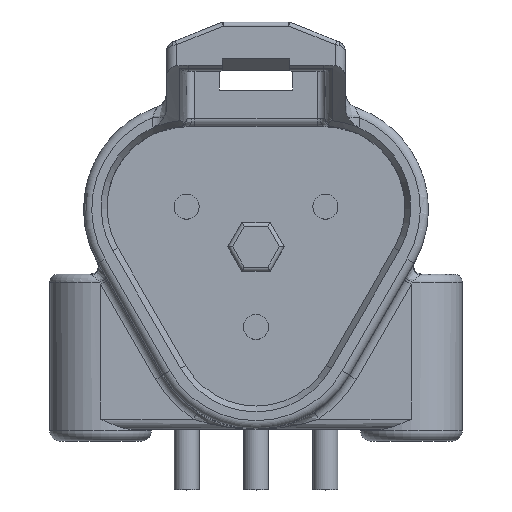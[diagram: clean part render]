
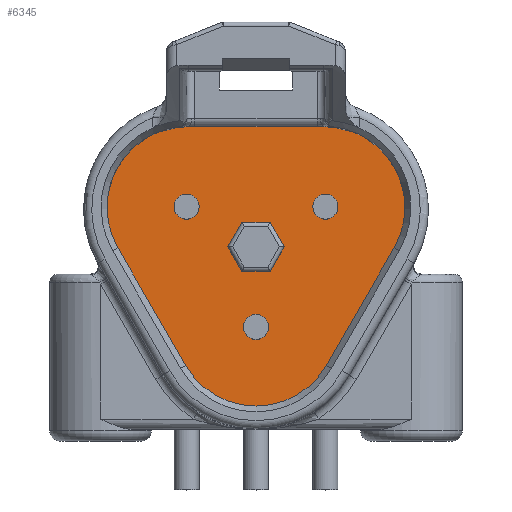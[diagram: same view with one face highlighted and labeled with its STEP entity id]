
A CAD part, top view. The second image highlights one B-rep face of the part: STEP entity #6345.
In plain terms, the highlighted planar face has unit normal (0, 0, 1).
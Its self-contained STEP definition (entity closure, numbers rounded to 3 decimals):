
#2174=DIRECTION('',(0.5,0.866,0.));
#2175=VECTOR('',#2174,8.476);
#2176=CARTESIAN_POINT('',(4.388,-6.263,-16.129));
#2177=LINE('',#2176,#2175);
#2178=CARTESIAN_POINT('',(0.,-3.73,-16.129));
#2179=DIRECTION('',(0.,0.,1.));
#2180=DIRECTION('',(-0.866,-0.5,0.));
#2181=AXIS2_PLACEMENT_3D('',#2178,#2179,#2180);
#2183=DIRECTION('',(0.5,-0.866,0.));
#2184=VECTOR('',#2183,8.476);
#2185=CARTESIAN_POINT('',(-8.627,1.077,-16.129));
#2186=LINE('',#2185,#2184);
#2187=CARTESIAN_POINT('',(-4.238,3.611,-16.129));
#2188=DIRECTION('',(0.,0.,1.));
#2189=DIRECTION('',(0.,1.,0.));
#2190=AXIS2_PLACEMENT_3D('',#2187,#2188,#2189);
#2192=DIRECTION('',(-1.,0.,0.));
#2193=VECTOR('',#2192,8.476);
#2194=CARTESIAN_POINT('',(4.238,8.678,-16.129));
#2195=LINE('',#2194,#2193);
#2196=CARTESIAN_POINT('',(4.238,3.611,-16.129));
#2197=DIRECTION('',(0.,0.,1.));
#2198=DIRECTION('',(0.866,-0.5,0.));
#2199=AXIS2_PLACEMENT_3D('',#2196,#2197,#2198);
#2201=DIRECTION('',(0.5,-0.866,0.));
#2202=VECTOR('',#2201,1.76);
#2203=CARTESIAN_POINT('',(-1.76,1.164,-16.129));
#2204=LINE('',#2203,#2202);
#2205=DIRECTION('',(1.,0.,0.));
#2206=VECTOR('',#2205,1.76);
#2207=CARTESIAN_POINT('',(-0.88,-0.36,-16.129));
#2208=LINE('',#2207,#2206);
#2209=DIRECTION('',(0.5,0.866,0.));
#2210=VECTOR('',#2209,1.76);
#2211=CARTESIAN_POINT('',(0.88,-0.36,-16.129));
#2212=LINE('',#2211,#2210);
#2213=DIRECTION('',(-0.5,0.866,0.));
#2214=VECTOR('',#2213,1.76);
#2215=CARTESIAN_POINT('',(1.76,1.164,-16.129));
#2216=LINE('',#2215,#2214);
#2217=DIRECTION('',(-1.,0.,0.));
#2218=VECTOR('',#2217,1.76);
#2219=CARTESIAN_POINT('',(0.88,2.688,-16.129));
#2220=LINE('',#2219,#2218);
#2221=DIRECTION('',(-0.5,-0.866,0.));
#2222=VECTOR('',#2221,1.76);
#2223=CARTESIAN_POINT('',(-0.88,2.688,-16.129));
#2224=LINE('',#2223,#2222);
#2225=CARTESIAN_POINT('',(4.333,3.666,-16.129));
#2226=DIRECTION('',(0.,0.,1.));
#2227=DIRECTION('',(1.,0.,0.));
#2228=AXIS2_PLACEMENT_3D('',#2225,#2226,#2227);
#2230=CARTESIAN_POINT('',(4.333,3.666,-16.129));
#2231=DIRECTION('',(0.,0.,1.));
#2232=DIRECTION('',(-1.,0.,0.));
#2233=AXIS2_PLACEMENT_3D('',#2230,#2231,#2232);
#2235=CARTESIAN_POINT('',(0.,-3.84,-16.129));
#2236=DIRECTION('',(0.,0.,1.));
#2237=DIRECTION('',(1.,0.,0.));
#2238=AXIS2_PLACEMENT_3D('',#2235,#2236,#2237);
#2240=CARTESIAN_POINT('',(0.,-3.84,-16.129));
#2241=DIRECTION('',(0.,0.,1.));
#2242=DIRECTION('',(-1.,0.,0.));
#2243=AXIS2_PLACEMENT_3D('',#2240,#2241,#2242);
#2245=CARTESIAN_POINT('',(-4.333,3.666,-16.129));
#2246=DIRECTION('',(0.,0.,1.));
#2247=DIRECTION('',(1.,0.,0.));
#2248=AXIS2_PLACEMENT_3D('',#2245,#2246,#2247);
#2250=CARTESIAN_POINT('',(-4.333,3.666,-16.129));
#2251=DIRECTION('',(0.,0.,1.));
#2252=DIRECTION('',(-1.,0.,0.));
#2253=AXIS2_PLACEMENT_3D('',#2250,#2251,#2252);
#2475=CARTESIAN_POINT('',(4.388,-6.263,-16.129));
#2477=VERTEX_POINT('',#2475);
#2479=CARTESIAN_POINT('',(8.627,1.077,-16.129));
#2481=VERTEX_POINT('',#2479);
#2483=CARTESIAN_POINT('',(-8.627,1.077,-16.129));
#2485=VERTEX_POINT('',#2483);
#2487=CARTESIAN_POINT('',(-4.388,-6.263,-16.129));
#2489=VERTEX_POINT('',#2487);
#2498=CARTESIAN_POINT('',(4.238,8.678,-16.129));
#2499=VERTEX_POINT('',#2498);
#2500=CARTESIAN_POINT('',(-4.238,8.678,-16.129));
#2501=VERTEX_POINT('',#2500);
#2506=CARTESIAN_POINT('',(-1.76,1.164,-16.129));
#2507=CARTESIAN_POINT('',(-0.88,-0.36,-16.129));
#2508=VERTEX_POINT('',#2506);
#2509=VERTEX_POINT('',#2507);
#2510=CARTESIAN_POINT('',(0.88,-0.36,-16.129));
#2511=VERTEX_POINT('',#2510);
#2512=CARTESIAN_POINT('',(1.76,1.164,-16.129));
#2513=VERTEX_POINT('',#2512);
#2514=CARTESIAN_POINT('',(0.88,2.688,-16.129));
#2515=VERTEX_POINT('',#2514);
#2516=CARTESIAN_POINT('',(-0.88,2.688,-16.129));
#2517=VERTEX_POINT('',#2516);
#2871=CARTESIAN_POINT('',(5.114,3.666,-16.129));
#2872=CARTESIAN_POINT('',(3.552,3.666,-16.129));
#2873=VERTEX_POINT('',#2871);
#2874=VERTEX_POINT('',#2872);
#2875=CARTESIAN_POINT('',(0.781,-3.84,-16.129));
#2876=CARTESIAN_POINT('',(-0.781,-3.84,-16.129));
#2877=VERTEX_POINT('',#2875);
#2878=VERTEX_POINT('',#2876);
#2907=CARTESIAN_POINT('',(-3.552,3.666,-16.129));
#2908=CARTESIAN_POINT('',(-5.114,3.666,-16.129));
#2909=VERTEX_POINT('',#2907);
#2910=VERTEX_POINT('',#2908);
#6298=CARTESIAN_POINT('',(0.,1.164,-16.129));
#6299=DIRECTION('',(0.,0.,-1.));
#6300=DIRECTION('',(-1.,0.001,0.));
#6301=AXIS2_PLACEMENT_3D('',#6298,#6299,#6300);
#6302=PLANE('',#6301);
#6304=ORIENTED_EDGE('',*,*,#6303,.F.);
#6306=ORIENTED_EDGE('',*,*,#6305,.F.);
#6307=ORIENTED_EDGE('',*,*,#6230,.F.);
#6308=ORIENTED_EDGE('',*,*,#6247,.F.);
#6309=ORIENTED_EDGE('',*,*,#3866,.F.);
#6310=ORIENTED_EDGE('',*,*,#6035,.F.);
#6311=EDGE_LOOP('',(#6304,#6306,#6307,#6308,#6309,#6310));
#6312=FACE_OUTER_BOUND('',#6311,.F.);
#6314=ORIENTED_EDGE('',*,*,#6313,.T.);
#6316=ORIENTED_EDGE('',*,*,#6315,.T.);
#6318=ORIENTED_EDGE('',*,*,#6317,.T.);
#6320=ORIENTED_EDGE('',*,*,#6319,.T.);
#6322=ORIENTED_EDGE('',*,*,#6321,.T.);
#6324=ORIENTED_EDGE('',*,*,#6323,.T.);
#6325=EDGE_LOOP('',(#6314,#6316,#6318,#6320,#6322,#6324));
#6326=FACE_BOUND('',#6325,.F.);
#6328=ORIENTED_EDGE('',*,*,#6327,.T.);
#6330=ORIENTED_EDGE('',*,*,#6329,.T.);
#6331=EDGE_LOOP('',(#6328,#6330));
#6332=FACE_BOUND('',#6331,.F.);
#6334=ORIENTED_EDGE('',*,*,#6333,.T.);
#6336=ORIENTED_EDGE('',*,*,#6335,.T.);
#6337=EDGE_LOOP('',(#6334,#6336));
#6338=FACE_BOUND('',#6337,.F.);
#6340=ORIENTED_EDGE('',*,*,#6339,.T.);
#6342=ORIENTED_EDGE('',*,*,#6341,.T.);
#6343=EDGE_LOOP('',(#6340,#6342));
#6344=FACE_BOUND('',#6343,.F.);
#6345=ADVANCED_FACE('',(#6312,#6326,#6332,#6338,#6344),#6302,.F.);
#2182=CIRCLE('',#2181,5.067);
#2191=CIRCLE('',#2190,5.067);
#2200=CIRCLE('',#2199,5.067);
#2229=CIRCLE('',#2228,0.781);
#2234=CIRCLE('',#2233,0.781);
#2239=CIRCLE('',#2238,0.781);
#2244=CIRCLE('',#2243,0.781);
#2249=CIRCLE('',#2248,0.781);
#2254=CIRCLE('',#2253,0.781);
#3866=EDGE_CURVE('',#2499,#2501,#2195,.T.);
#6035=EDGE_CURVE('',#2481,#2499,#2200,.T.);
#6230=EDGE_CURVE('',#2485,#2489,#2186,.T.);
#6247=EDGE_CURVE('',#2501,#2485,#2191,.T.);
#6303=EDGE_CURVE('',#2477,#2481,#2177,.T.);
#6305=EDGE_CURVE('',#2489,#2477,#2182,.T.);
#6313=EDGE_CURVE('',#2508,#2509,#2204,.T.);
#6315=EDGE_CURVE('',#2509,#2511,#2208,.T.);
#6317=EDGE_CURVE('',#2511,#2513,#2212,.T.);
#6319=EDGE_CURVE('',#2513,#2515,#2216,.T.);
#6321=EDGE_CURVE('',#2515,#2517,#2220,.T.);
#6323=EDGE_CURVE('',#2517,#2508,#2224,.T.);
#6327=EDGE_CURVE('',#2873,#2874,#2229,.T.);
#6329=EDGE_CURVE('',#2874,#2873,#2234,.T.);
#6333=EDGE_CURVE('',#2877,#2878,#2239,.T.);
#6335=EDGE_CURVE('',#2878,#2877,#2244,.T.);
#6339=EDGE_CURVE('',#2909,#2910,#2249,.T.);
#6341=EDGE_CURVE('',#2910,#2909,#2254,.T.);
